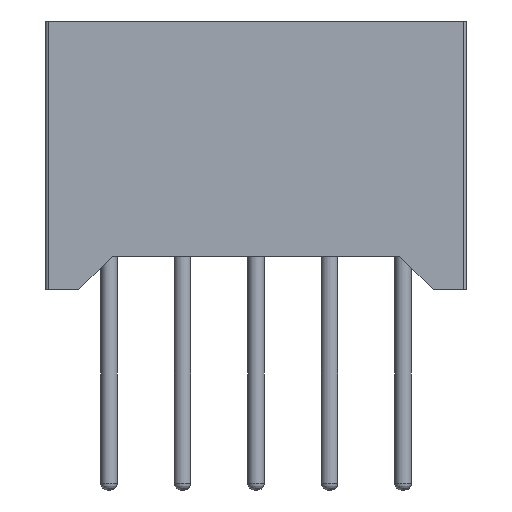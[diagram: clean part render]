
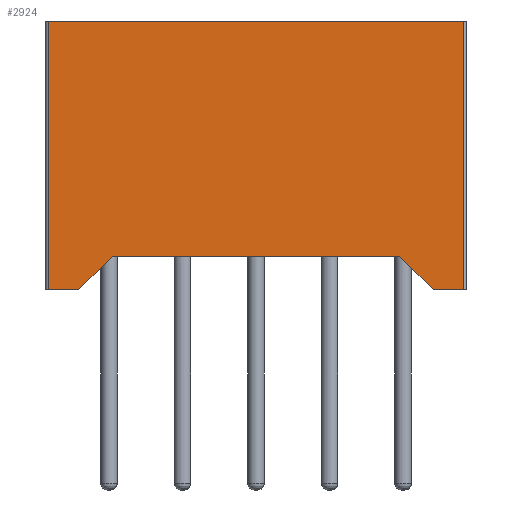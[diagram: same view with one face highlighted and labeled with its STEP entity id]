
A CAD part, front view. The second image highlights one B-rep face of the part: STEP entity #2924.
In plain terms, the highlighted planar face has unit normal (0, -1, 0).
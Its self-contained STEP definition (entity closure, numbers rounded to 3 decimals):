
#112=PLANE('',#3163);
#264=FACE_OUTER_BOUND('',#456,.T.);
#456=EDGE_LOOP('',(#2281,#2282,#2283,#2284,#2285,#2286,#2287,#2288));
#699=LINE('',#4488,#1019);
#700=LINE('',#4491,#1020);
#704=LINE('',#4505,#1024);
#705=LINE('',#4507,#1025);
#706=LINE('',#4509,#1026);
#707=LINE('',#4511,#1027);
#708=LINE('',#4513,#1028);
#709=LINE('',#4514,#1029);
#1019=VECTOR('',#3613,10.);
#1020=VECTOR('',#3616,10.);
#1024=VECTOR('',#3628,10.);
#1025=VECTOR('',#3629,10.);
#1026=VECTOR('',#3630,10.);
#1027=VECTOR('',#3631,10.);
#1028=VECTOR('',#3632,10.);
#1029=VECTOR('',#3633,10.);
#1407=VERTEX_POINT('',#4481);
#1410=VERTEX_POINT('',#4486);
#1411=VERTEX_POINT('',#4490);
#1417=VERTEX_POINT('',#4504);
#1418=VERTEX_POINT('',#4506);
#1419=VERTEX_POINT('',#4508);
#1420=VERTEX_POINT('',#4510);
#1421=VERTEX_POINT('',#4512);
#1729=EDGE_CURVE('',#1410,#1407,#699,.T.);
#1730=EDGE_CURVE('',#1407,#1411,#700,.T.);
#1737=EDGE_CURVE('',#1410,#1417,#704,.T.);
#1738=EDGE_CURVE('',#1418,#1417,#705,.T.);
#1739=EDGE_CURVE('',#1418,#1419,#706,.T.);
#1740=EDGE_CURVE('',#1420,#1419,#707,.T.);
#1741=EDGE_CURVE('',#1420,#1421,#708,.T.);
#1742=EDGE_CURVE('',#1411,#1421,#709,.T.);
#2281=ORIENTED_EDGE('',*,*,#1729,.F.);
#2282=ORIENTED_EDGE('',*,*,#1737,.T.);
#2283=ORIENTED_EDGE('',*,*,#1738,.F.);
#2284=ORIENTED_EDGE('',*,*,#1739,.T.);
#2285=ORIENTED_EDGE('',*,*,#1740,.F.);
#2286=ORIENTED_EDGE('',*,*,#1741,.T.);
#2287=ORIENTED_EDGE('',*,*,#1742,.F.);
#2288=ORIENTED_EDGE('',*,*,#1730,.F.);
#2924=ADVANCED_FACE('',(#264),#112,.T.);
#3163=AXIS2_PLACEMENT_3D('',#4503,#3626,#3627);
#3613=DIRECTION('',(0.,0.,1.));
#3616=DIRECTION('',(1.,0.,0.));
#3626=DIRECTION('center_axis',(0.,-1.,0.));
#3627=DIRECTION('ref_axis',(1.,0.,0.));
#3628=DIRECTION('',(1.,0.,0.));
#3629=DIRECTION('',(-0.707,0.,-0.707));
#3630=DIRECTION('',(1.,0.,0.));
#3631=DIRECTION('',(-0.707,0.,0.707));
#3632=DIRECTION('',(1.,0.,0.));
#3633=DIRECTION('',(0.,0.,-1.));
#4481=CARTESIAN_POINT('',(0.1,0.,8.));
#4486=CARTESIAN_POINT('',(0.1,0.,0.));
#4488=CARTESIAN_POINT('',(0.1,0.,0.));
#4490=CARTESIAN_POINT('',(12.5,0.,8.));
#4491=CARTESIAN_POINT('',(0.,0.,8.));
#4503=CARTESIAN_POINT('Origin',(0.,0.,0.));
#4504=CARTESIAN_POINT('',(1.,0.,0.));
#4505=CARTESIAN_POINT('',(0.,0.,0.));
#4506=CARTESIAN_POINT('',(2.,0.,1.));
#4507=CARTESIAN_POINT('',(1.,0.,0.));
#4508=CARTESIAN_POINT('',(10.6,0.,1.));
#4509=CARTESIAN_POINT('',(5.3,0.,1.));
#4510=CARTESIAN_POINT('',(11.6,0.,0.));
#4511=CARTESIAN_POINT('',(8.45,0.,3.15));
#4512=CARTESIAN_POINT('',(12.5,0.,0.));
#4513=CARTESIAN_POINT('',(0.,0.,0.));
#4514=CARTESIAN_POINT('',(12.5,0.,0.));
